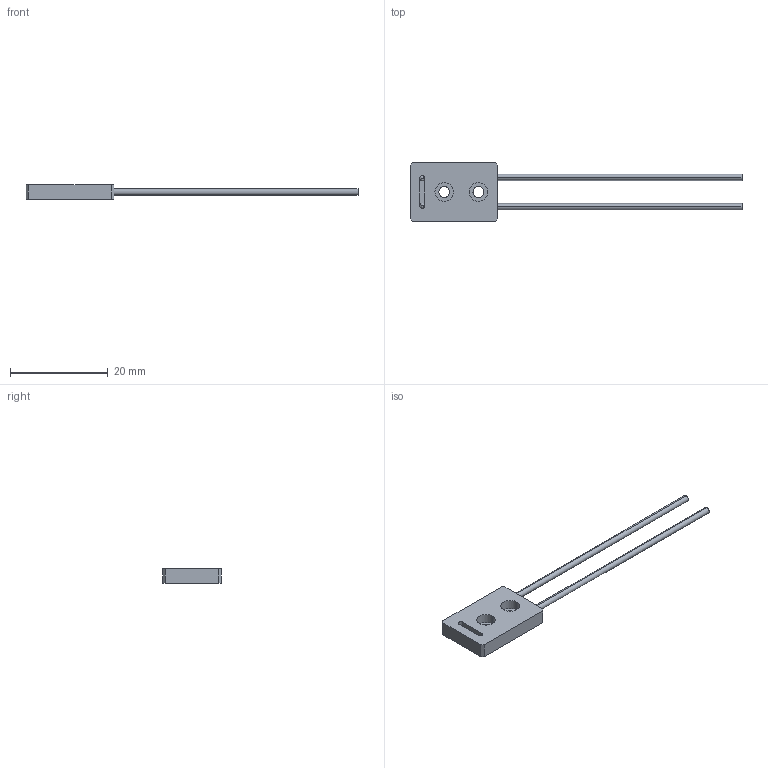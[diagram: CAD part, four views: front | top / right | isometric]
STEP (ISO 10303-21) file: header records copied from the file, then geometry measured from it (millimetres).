
FILE_DESCRIPTION (( 'STEP AP214' ), '1' );
FILE_NAME ('GPF-D028-HL.STEP', '2017-11-18T02:05:45', ( '' ), ( '' ), 'SwSTEP 2.0', 'SolidWorks 2018', '' );
FILE_SCHEMA (( 'AUTOMOTIVE_DESIGN' ));
Length unit declared in the file: millimetre
Products named in the file (4): GPF-D028-HL; GPF-D028-HL_LENS; GPF-D028-HL_FIBER; GPF-D028-HL_HEAD
Assembly tree (5 placements, depth 2):
  GPF-D028-HL
    GPF-D028-HL_HEAD
    GPF-D028-HL_FIBER  x2
    GPF-D028-HL_LENS  x2
Bounding box: 68 x 12 x 3 mm (x, y, z)
Volume: 719.7 mm3; surface area: 1086.6 mm2
Topology: 5 solids, 5 shells, 43 faces, 92 edges, 58 vertices
Faces by surface type: plane 21, cylinder 18, bspline 4
Entity records: 1160 total; most frequent: CARTESIAN_POINT 201, DIRECTION 180, ORIENTED_EDGE 148, EDGE_CURVE 74, AXIS2_PLACEMENT_3D 68, VERTEX_POINT 49, LINE 44, VECTOR 44
